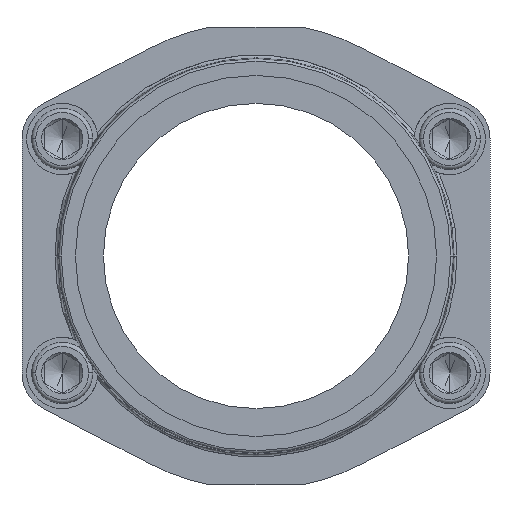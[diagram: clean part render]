
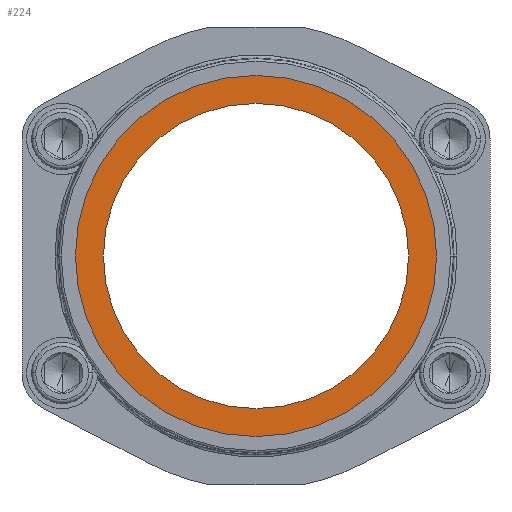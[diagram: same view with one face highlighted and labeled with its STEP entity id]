
A CAD part, left-side view. The second image highlights one B-rep face of the part: STEP entity #224.
In plain terms, the highlighted planar face has unit normal (-1, 0, 0).
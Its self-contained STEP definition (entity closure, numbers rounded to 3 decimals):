
#224=ADVANCED_FACE('',(#535,#536),#537,.F.);
#535=FACE_BOUND('',#871,.T.);
#536=FACE_OUTER_BOUND('',#872,.T.);
#537=PLANE('',#873);
#871=EDGE_LOOP('',(#2117,#2118));
#872=EDGE_LOOP('',(#2119,#2120));
#873=AXIS2_PLACEMENT_3D('',#2121,#2122,#2123);
#2117=ORIENTED_EDGE('',*,*,#2276,.T.);
#2118=ORIENTED_EDGE('',*,*,#2556,.T.);
#2119=ORIENTED_EDGE('',*,*,#2247,.F.);
#2120=ORIENTED_EDGE('',*,*,#2592,.F.);
#2121=CARTESIAN_POINT('',(-22.0,0.0,0.));
#2122=DIRECTION('',(1.0,0.0,0.));
#2123=DIRECTION('',(0.,0.0,-1.0));
#2247=EDGE_CURVE('',#2831,#2834,#2835,.T.);
#2276=EDGE_CURVE('',#2889,#2886,#2890,.T.);
#2556=EDGE_CURVE('',#2886,#2889,#3336,.T.);
#2592=EDGE_CURVE('',#2834,#2831,#3388,.T.);
#2831=VERTEX_POINT('',#3647);
#2834=VERTEX_POINT('',#3651);
#2835=CIRCLE('',#3652,71.0);
#2886=VERTEX_POINT('',#3794);
#2889=VERTEX_POINT('',#3798);
#2890=CIRCLE('',#3799,60.0);
#3336=CIRCLE('',#5174,60.0);
#3388=CIRCLE('',#5250,71.0);
#3647=CARTESIAN_POINT('',(-22.0,0.0,-71.0));
#3651=CARTESIAN_POINT('',(-22.0,0.,71.0));
#3652=AXIS2_PLACEMENT_3D('',#5388,#5389,#5390);
#3794=CARTESIAN_POINT('',(-22.0,0.,60.0));
#3798=CARTESIAN_POINT('',(-22.0,0.,-60.0));
#3799=AXIS2_PLACEMENT_3D('',#5443,#5444,#5445);
#5174=AXIS2_PLACEMENT_3D('',#5913,#5914,#5915);
#5250=AXIS2_PLACEMENT_3D('',#5973,#5974,#5975);
#5388=CARTESIAN_POINT('',(-22.0,0.0,0.));
#5389=DIRECTION('',(1.0,0.0,0.));
#5390=DIRECTION('',(0.,0.0,-1.0));
#5443=CARTESIAN_POINT('',(-22.0,0.0,0.));
#5444=DIRECTION('',(1.0,0.0,0.));
#5445=DIRECTION('',(0.,0.0,1.0));
#5913=CARTESIAN_POINT('',(-22.0,0.0,0.));
#5914=DIRECTION('',(1.0,0.0,0.));
#5915=DIRECTION('',(0.,0.0,1.0));
#5973=CARTESIAN_POINT('',(-22.0,0.0,0.));
#5974=DIRECTION('',(1.0,0.0,0.));
#5975=DIRECTION('',(0.,0.0,-1.0));
